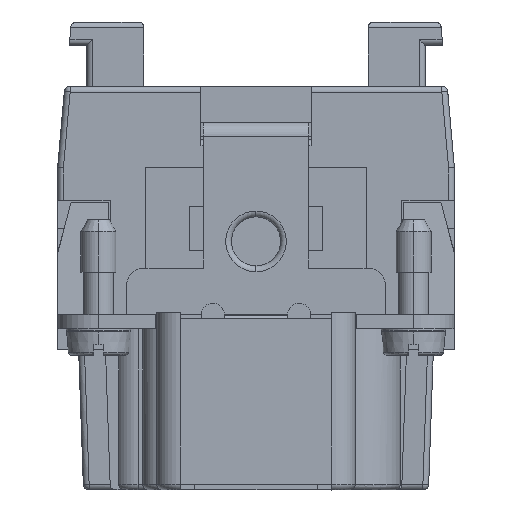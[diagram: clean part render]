
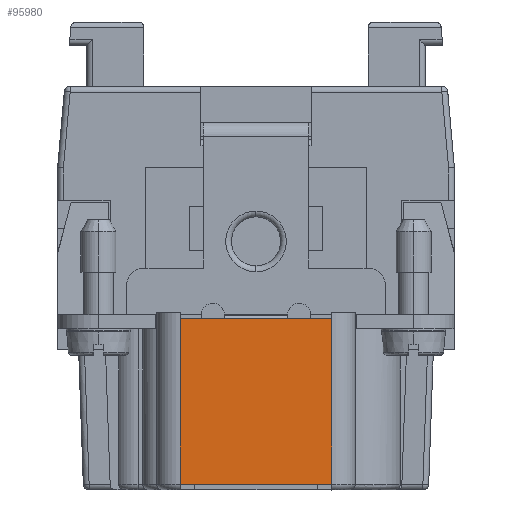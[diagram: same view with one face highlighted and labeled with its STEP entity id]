
A CAD part, left-side view. The second image highlights one B-rep face of the part: STEP entity #95980.
In plain terms, the highlighted planar face has unit normal (-1, 0, 0).
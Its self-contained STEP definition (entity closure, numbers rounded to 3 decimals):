
#130=CARTESIAN_POINT('',(39.146,42.084,-19.));
#140=VERTEX_POINT('',#130);
#13850=CARTESIAN_POINT('',(39.146,55.084,-4.8));
#13860=VERTEX_POINT('',#13850);
#14670=CARTESIAN_POINT('',(39.146,55.084,-19.));
#14680=VERTEX_POINT('',#14670);
#14930=CARTESIAN_POINT('',(39.146,42.084,0.));
#14940=DIRECTION('',(0.,0.,-1.));
#14950=VECTOR('',#14940,1.);
#14960=LINE('',#14930,#14950);
#14970=CARTESIAN_POINT('',(39.146,42.084,-4.8));
#14980=VERTEX_POINT('',#14970);
#14990=EDGE_CURVE('',#14980,#140,#14960,.T.);
#20410=CARTESIAN_POINT('',(39.146,55.084,0.));
#20420=DIRECTION('',(0.,0.,1.));
#20430=VECTOR('',#20420,1.);
#20440=LINE('',#20410,#20430);
#20450=EDGE_CURVE('',#14680,#13860,#20440,.T.);
#86690=CARTESIAN_POINT('',(39.146,0.,-4.8));
#86700=DIRECTION('',(0.,1.,0.));
#86710=VECTOR('',#86700,1.);
#86720=LINE('',#86690,#86710);
#86730=EDGE_CURVE('',#14980,#13860,#86720,.T.);
#95820=CARTESIAN_POINT('',(39.146,31.584,-3.7));
#95830=DIRECTION('',(-1.,0.,0.));
#95840=DIRECTION('',(0.,0.,1.));
#95850=AXIS2_PLACEMENT_3D('',#95820,#95830,#95840);
#95860=PLANE('',#95850);
#95870=ORIENTED_EDGE('',*,*,#20450,.F.);
#95880=ORIENTED_EDGE('',*,*,#86730,.T.);
#95890=ORIENTED_EDGE('',*,*,#14990,.F.);
#95900=CARTESIAN_POINT('',(39.146,0.,-19.));
#95910=DIRECTION('',(0.,-1.,0.));
#95920=VECTOR('',#95910,1.);
#95930=LINE('',#95900,#95920);
#95940=EDGE_CURVE('',#14680,#140,#95930,.T.);
#95950=ORIENTED_EDGE('',*,*,#95940,.T.);
#95960=EDGE_LOOP('',(#95950,#95890,#95880,#95870));
#95970=FACE_OUTER_BOUND('',#95960,.T.);
#95980=ADVANCED_FACE('',(#95970),#95860,.T.);
